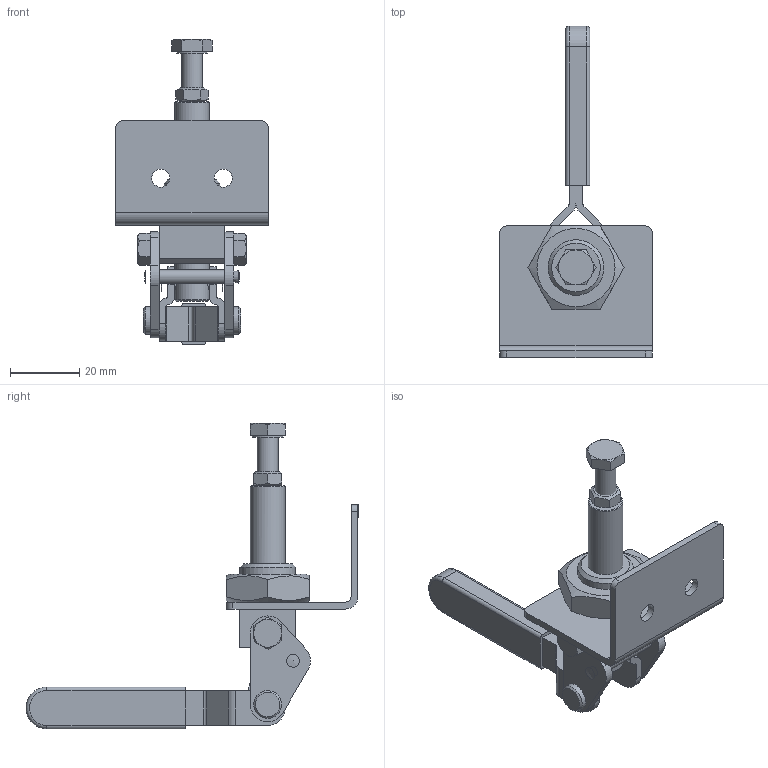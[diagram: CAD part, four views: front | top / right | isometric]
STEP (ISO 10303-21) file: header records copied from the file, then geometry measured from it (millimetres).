
FILE_DESCRIPTION(/* description */ (''),/* implementation_level */ '2;1');
FILE_NAME(/* name */ 'CP15-BL.stp',/* time_stamp */ '2019-10-11T14:08:13+01:00',/* author */ ('Carl'),/* organization */ (''),/* preprocessor_version */ 'ST-DEVELOPER v17',/* originating_system */ 'Autodesk Inventor 2018',/* authorisation */ '');
FILE_SCHEMA (('AUTOMOTIVE_DESIGN { 1 0 10303 214 3 1 1 }'));
Length unit declared in the file: millimetre
Products named in the file (9): CP15-BL; CP15-BL_1; CP15-BL_1_1; CP15-BL_2; CP15-BL_3; CP15-BL_4; CP15-BL_5; CP15-BL_6; CP15-BL_7
Assembly tree (8 placements, depth 2):
  CP15-BL
    CP15-BL_1
    CP15-BL_1_1
    CP15-BL_2
    CP15-BL_3
    CP15-BL_4
    CP15-BL_5
    CP15-BL_6
    CP15-BL_7
Bounding box: 44 x 95.6 x 88.01 mm (x, y, z)
Volume: 24980.9 mm3; surface area: 21214.4 mm2
Topology: 8 solids, 33 shells, 349 faces, 797 edges, 528 vertices
Faces by surface type: plane 206, cylinder 91, cone 42, sphere 4, bspline 4, torus 2
Full cylindrical faces by diameter (mm): 3.242 x2, 4 x5, 4.134 x1, 4.917 x1, 5 x6, 5.2 x2, 6 x1, 8 x2, 8.88 x1, 10 x2, 13.835 x1, 16 x1, 16.25 x1
Entity records: 10570 total; most frequent: CARTESIAN_POINT 2300, DIRECTION 1685, ORIENTED_EDGE 1580, EDGE_CURVE 790, AXIS2_PLACEMENT_3D 615, VERTEX_POINT 528, LINE 455, VECTOR 455
